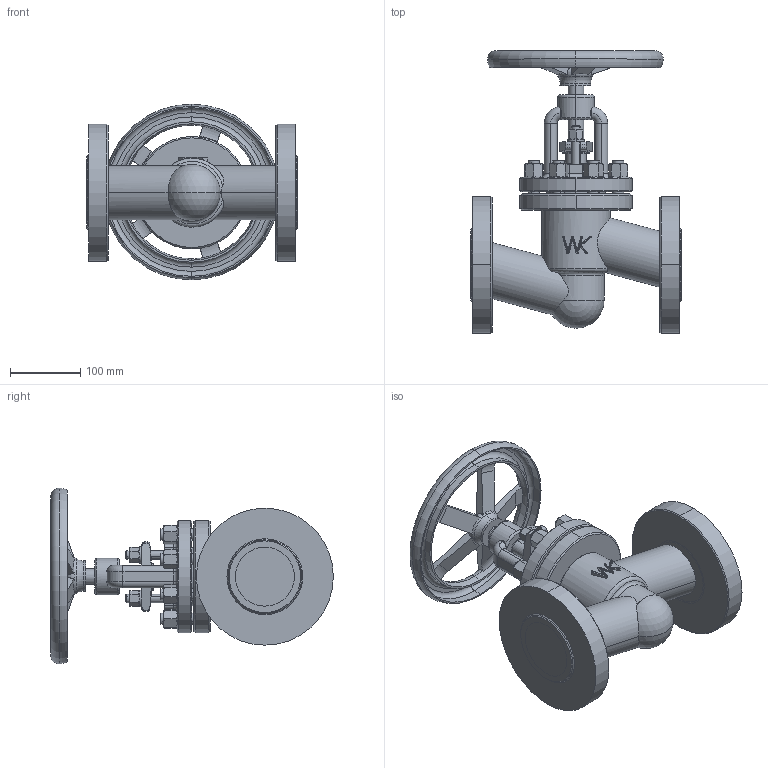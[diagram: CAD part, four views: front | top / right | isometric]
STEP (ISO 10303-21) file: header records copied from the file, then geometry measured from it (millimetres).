
FILE_DESCRIPTION (( 'STEP AP214' ), '1' );
FILE_NAME ('[50] 530 DN50 3-1553 katalog uproszczony.STEP', '2015-03-20T09:29:38', ( '' ), ( '' ), 'SwSTEP 2.0', 'SolidWorks 2015', '' );
FILE_SCHEMA (( 'AUTOMOTIVE_DESIGN' ));
Length unit declared in the file: millimetre
Products named in the file (1): [50] 530 DN50 3-1553 katalog uproszczony
Bounding box: 300 x 402.5 x 250 mm (x, y, z)
Volume: 5110621.1 mm3; surface area: 479651.3 mm2
Topology: 1 solids, 1 shells, 666 faces, 1606 edges, 956 vertices
Faces by surface type: plane 206, cylinder 189, cone 170, torus 63, sphere 27, bspline 11
Entity records: 27542 total; most frequent: CARTESIAN_POINT 7560, ORIENTED_EDGE 3138, DIRECTION 3046, EDGE_CURVE 1569, AXIS2_PLACEMENT_3D 1291, VERTEX_POINT 944, EDGE_LOOP 731, FACE_OUTER_BOUND 662
